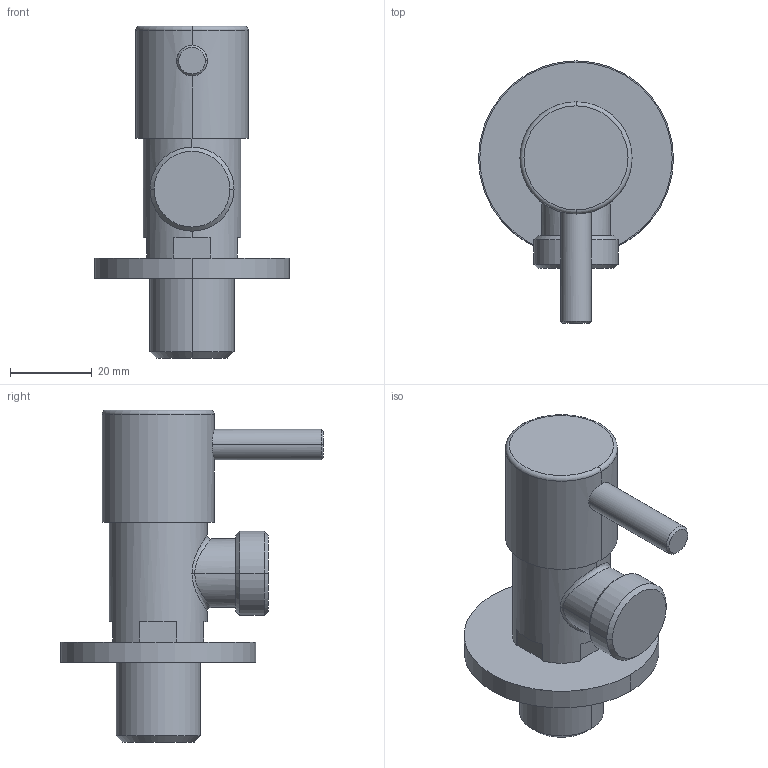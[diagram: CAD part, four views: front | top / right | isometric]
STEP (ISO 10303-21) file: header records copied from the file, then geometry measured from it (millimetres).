
FILE_DESCRIPTION (( 'STEP AP203' ), '1' );
FILE_NAME ('99-230514.STEP', '2025-07-03T09:16:38', ( '' ), ( '' ), 'SwSTEP 2.0', 'SolidWorks 2021', '' );
FILE_SCHEMA (( 'CONFIG_CONTROL_DESIGN' ));
Length unit declared in the file: millimetre
Products named in the file (1): 99-230514
Bounding box: 47.8 x 64.4 x 81.4 mm (x, y, z)
Volume: 43737.4 mm3; surface area: 13621.7 mm2
Topology: 2 solids, 2 shells, 78 faces, 196 edges, 126 vertices
Faces by surface type: plane 38, cylinder 16, cone 12, bspline 10, torus 2
Entity records: 3622 total; most frequent: CARTESIAN_POINT 1758, ORIENTED_EDGE 392, DIRECTION 340, EDGE_CURVE 196, AXIS2_PLACEMENT_3D 131, VERTEX_POINT 126, EDGE_LOOP 84, FACE_OUTER_BOUND 78
